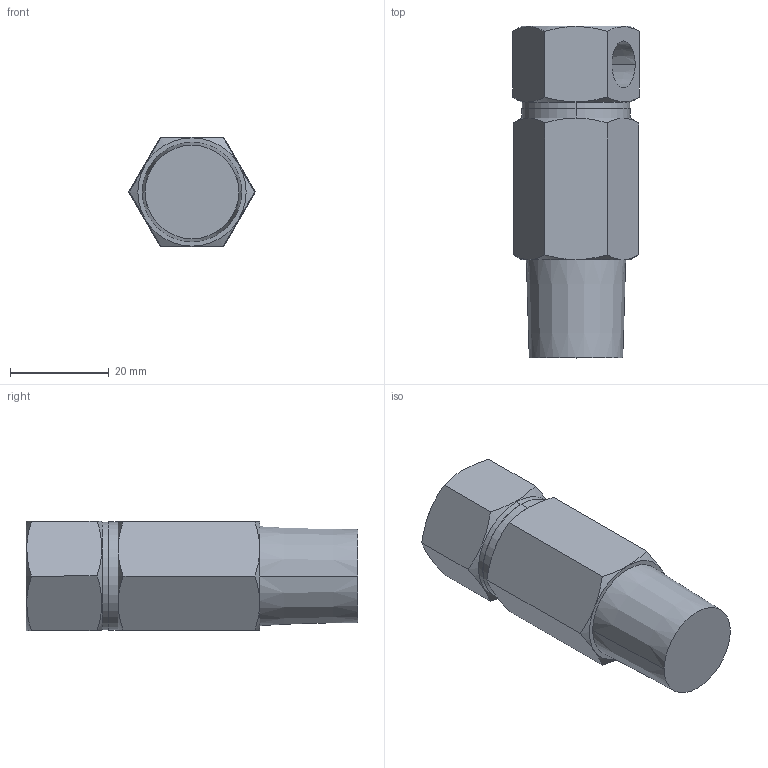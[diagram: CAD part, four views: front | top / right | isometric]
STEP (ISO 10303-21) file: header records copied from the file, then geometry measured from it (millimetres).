
FILE_DESCRIPTION (( 'STEP AP203' ), '1' );
FILE_NAME ('7142.STEP', '2011-01-21T15:12:49', ( 'Eric Peterson' ), ( 'DDC' ), 'SwSTEP 2.0', 'SolidWorks 2010', '' );
FILE_SCHEMA (( 'CONFIG_CONTROL_DESIGN' ));
Length unit declared in the file: millimetre
Products named in the file (1): 7142
Bounding box: 25.66 x 67.29 x 22.23 mm (x, y, z)
Surface area: 6648.2 mm2 (no closed solid volume)
Topology: 0 solids, 2 shells, 45 faces, 100 edges, 62 vertices
Faces by surface type: cone 20, plane 19, cylinder 6
Entity records: 1510 total; most frequent: CARTESIAN_POINT 488, ORIENTED_EDGE 198, DIRECTION 186, EDGE_CURVE 100, AXIS2_PLACEMENT_3D 80, VERTEX_POINT 62, EDGE_LOOP 49, ADVANCED_FACE 45
